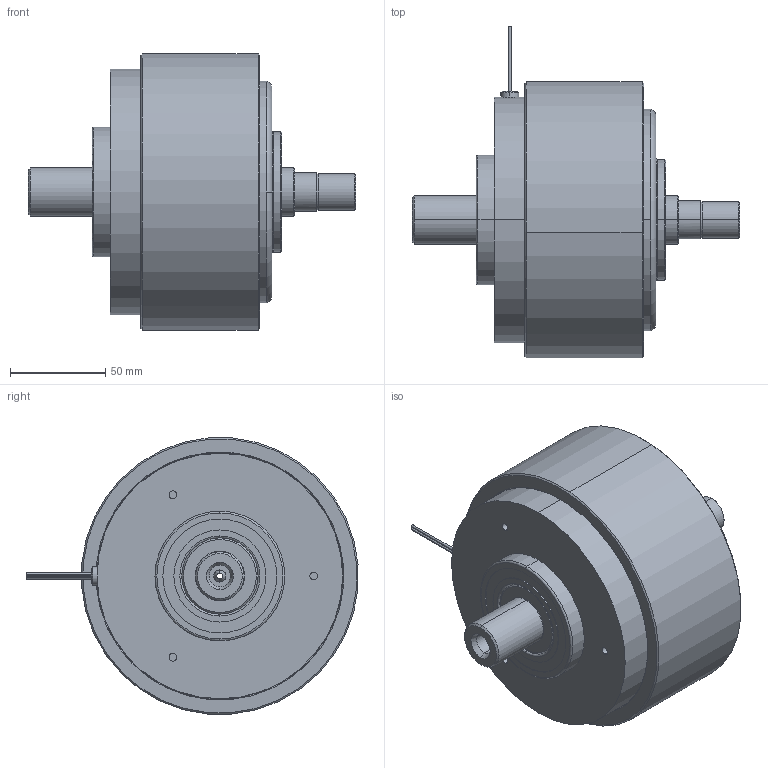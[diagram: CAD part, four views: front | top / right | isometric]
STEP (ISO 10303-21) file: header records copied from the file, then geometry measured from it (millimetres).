
FILE_DESCRIPTION (( 'STEP AP214' ), '1' );
FILE_NAME ('HCS-420_EF.STEP', '2013-06-17T16:26:00', ( 'Jeff' ), ( '' ), 'SwSTEP 2.0', 'SolidWorks 2013', '' );
FILE_SCHEMA (( 'AUTOMOTIVE_DESIGN' ));
Length unit declared in the file: inch
Products named in the file (1): HCS-420_EF
Bounding box: 171.41 x 173.98 x 144.77 mm (x, y, z)
Surface area: 120766.2 mm2 (no closed solid volume)
Topology: 0 solids, 11 shells, 273 faces, 1142 edges, 884 vertices
Faces by surface type: cylinder 171, cone 64, plane 28, torus 10
Entity records: 15882 total; most frequent: CARTESIAN_POINT 3390, DIRECTION 1779, ORIENTED_EDGE 1643, EDGE_CURVE 1142, VERTEX_POINT 884, AXIS2_PLACEMENT_3D 709, CIRCLE 435, VECTOR 361
